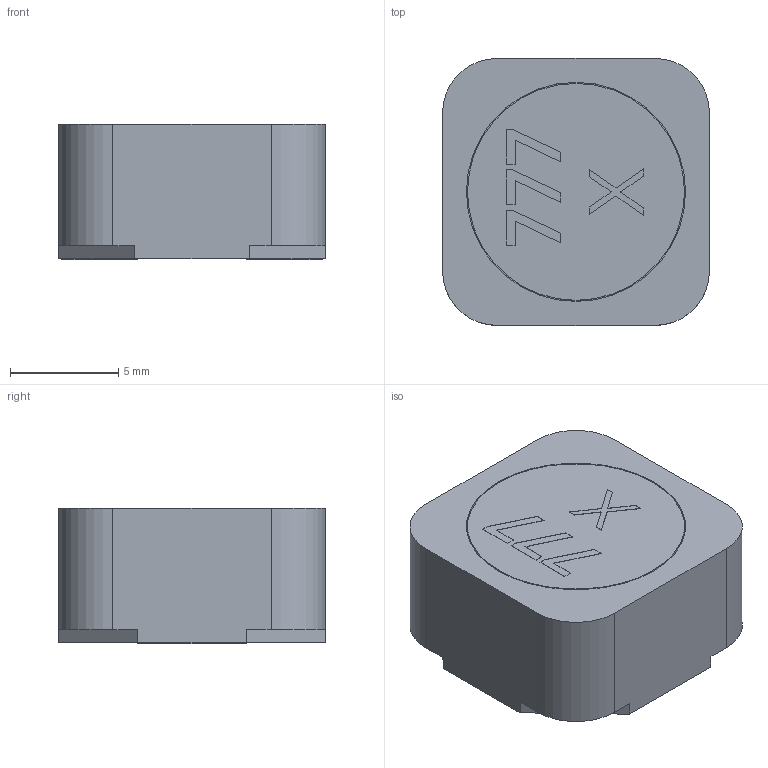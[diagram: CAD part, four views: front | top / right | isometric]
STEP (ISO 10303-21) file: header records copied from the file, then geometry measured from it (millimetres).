
FILE_DESCRIPTION(('FreeCAD Model'),'2;1');
FILE_NAME('Coilcraft-MSS1260.step', '2018-08-30T11:22:38',('kicad StepUp'),('ksu MCAD'), 'Open CASCADE STEP processor 7.2','FreeCAD','Unknown');
FILE_SCHEMA(('AUTOMOTIVE_DESIGN { 1 0 10303 214 1 1 1 1 }'));
Length unit declared in the file: millimetre
Products named in the file (1): Coilcraft-MSS1260
Bounding box: 12.3 x 12.3 x 6.24 mm (x, y, z)
Volume: 892.2 mm3; surface area: 632.6 mm2
Topology: 1 solids, 1 shells, 73 faces, 189 edges, 126 vertices
Faces by surface type: plane 65, cylinder 8
Entity records: 2727 total; most frequent: CARTESIAN_POINT 389, ORIENTED_EDGE 378, DIRECTION 353, EDGE_CURVE 189, LINE 173, VECTOR 173, VERTEX_POINT 126, AXIS2_PLACEMENT_3D 90
